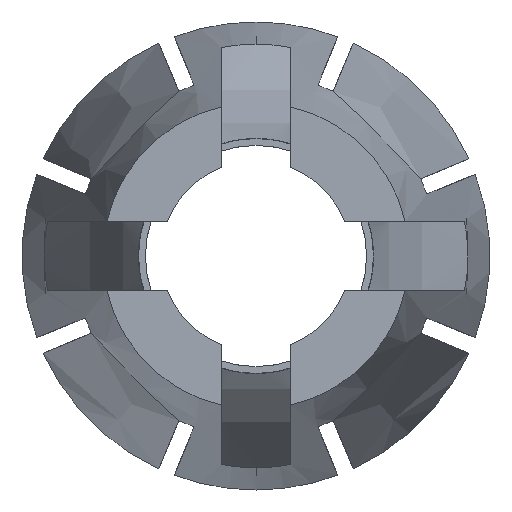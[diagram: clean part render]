
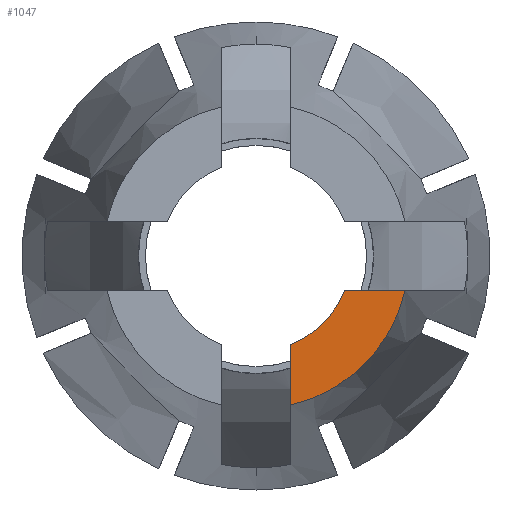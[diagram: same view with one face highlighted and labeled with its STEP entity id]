
A CAD part, left-side view. The second image highlights one B-rep face of the part: STEP entity #1047.
In plain terms, the highlighted planar face has unit normal (-1, 0, 0).
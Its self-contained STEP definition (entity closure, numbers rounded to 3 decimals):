
#458 = VERTEX_POINT ( 'NONE', #735 ) ;
#493 = VECTOR ( 'NONE', #2874, 1000. ) ;
#521 = CARTESIAN_POINT ( 'NONE',  ( -27.5, -5.541, 0. ) ) ;
#588 = PLANE ( 'NONE',  #2219 ) ;
#692 = DIRECTION ( 'NONE',  ( -1., 0., 0. ) ) ;
#722 = DIRECTION ( 'NONE',  ( 0., 0., 1. ) ) ;
#735 = CARTESIAN_POINT ( 'NONE',  ( -27.5, -1.25, -3.205 ) ) ;
#831 = VERTEX_POINT ( 'NONE', #3991 ) ;
#861 = VERTEX_POINT ( 'NONE', #2825 ) ;
#907 = CIRCLE ( 'NONE', #2743, 5.541 ) ;
#909 = CARTESIAN_POINT ( 'NONE',  ( -27.5, 0., 0. ) ) ;
#922 = DIRECTION ( 'NONE',  ( 1., 0., 0. ) ) ;
#1047 = ADVANCED_FACE ( 'NONE', ( #1993 ), #588, .T. ) ;
#1115 = EDGE_CURVE ( 'NONE', #861, #458, #1798, .T. ) ;
#1229 = EDGE_CURVE ( 'NONE', #458, #1850, #1498, .T. ) ;
#1271 = LINE ( 'NONE', #2849, #493 ) ;
#1310 = EDGE_CURVE ( 'NONE', #861, #831, #1271, .T. ) ;
#1493 = CARTESIAN_POINT ( 'NONE',  ( -27.5, 0., 0. ) ) ;
#1496 = DIRECTION ( 'NONE',  ( 1., 0., 0. ) ) ;
#1498 = LINE ( 'NONE', #2263, #2234 ) ;
#1505 = DIRECTION ( 'NONE',  ( 0., 0., -1. ) ) ;
#1714 = EDGE_LOOP ( 'NONE', ( #3124, #3990, #2201, #1775 ) ) ;
#1775 = ORIENTED_EDGE ( 'NONE', *, *, #1310, .F. ) ;
#1798 = CIRCLE ( 'NONE', #4045, 3.44 ) ;
#1850 = VERTEX_POINT ( 'NONE', #3369 ) ;
#1882 = DIRECTION ( 'NONE',  ( 0., 0., -1. ) ) ;
#1993 = FACE_OUTER_BOUND ( 'NONE', #1714, .T. ) ;
#2129 = EDGE_CURVE ( 'NONE', #831, #1850, #907, .T. ) ;
#2201 = ORIENTED_EDGE ( 'NONE', *, *, #2129, .F. ) ;
#2219 = AXIS2_PLACEMENT_3D ( 'NONE', #521, #692, #722 ) ;
#2234 = VECTOR ( 'NONE', #2301, 1000. ) ;
#2263 = CARTESIAN_POINT ( 'NONE',  ( -27.5, -1.25, 0. ) ) ;
#2301 = DIRECTION ( 'NONE',  ( 0., 0., -1. ) ) ;
#2743 = AXIS2_PLACEMENT_3D ( 'NONE', #909, #922, #1882 ) ;
#2825 = CARTESIAN_POINT ( 'NONE',  ( -27.5, -3.205, -1.25 ) ) ;
#2849 = CARTESIAN_POINT ( 'NONE',  ( -27.5, -5.541, -1.25 ) ) ;
#2874 = DIRECTION ( 'NONE',  ( 0., -1., 0. ) ) ;
#3124 = ORIENTED_EDGE ( 'NONE', *, *, #1115, .T. ) ;
#3369 = CARTESIAN_POINT ( 'NONE',  ( -27.5, -1.25, -5.398 ) ) ;
#3990 = ORIENTED_EDGE ( 'NONE', *, *, #1229, .T. ) ;
#3991 = CARTESIAN_POINT ( 'NONE',  ( -27.5, -5.398, -1.25 ) ) ;
#4045 = AXIS2_PLACEMENT_3D ( 'NONE', #1493, #1496, #1505 ) ;
